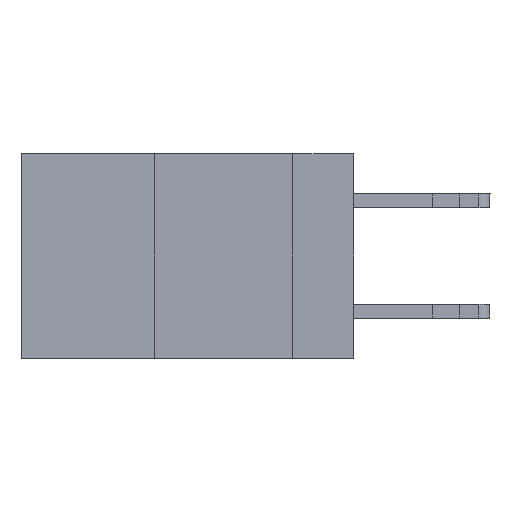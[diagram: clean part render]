
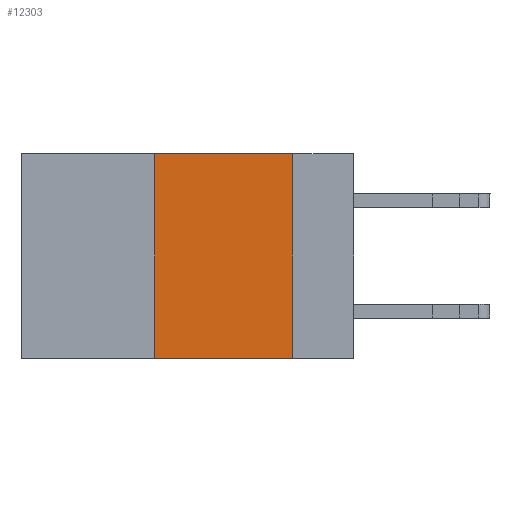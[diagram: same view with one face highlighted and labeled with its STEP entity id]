
A CAD part, left-side view. The second image highlights one B-rep face of the part: STEP entity #12303.
In plain terms, the highlighted planar face has unit normal (-1, 0, 0).
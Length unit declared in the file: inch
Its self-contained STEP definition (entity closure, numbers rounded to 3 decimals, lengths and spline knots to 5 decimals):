
#443 = CARTESIAN_POINT ( 'NONE',  ( 0., 0.6, -0.37 ) ) ;
#852 = VERTEX_POINT ( 'NONE', #9302 ) ;
#940 = DIRECTION ( 'NONE',  ( 0., -1., 0. ) ) ;
#1792 = DIRECTION ( 'NONE',  ( 0., 0., -1. ) ) ;
#2484 = VECTOR ( 'NONE', #3379, 39.37008 ) ;
#3379 = DIRECTION ( 'NONE',  ( 0., 0., 1. ) ) ;
#3744 = LINE ( 'NONE', #5849, #12827 ) ;
#4185 = DIRECTION ( 'NONE',  ( 0., 0., -1. ) ) ;
#4833 = AXIS2_PLACEMENT_3D ( 'NONE', #6672, #9064, #1792 ) ;
#5849 = CARTESIAN_POINT ( 'NONE',  ( 0., 0.6, 0. ) ) ;
#6159 = LINE ( 'NONE', #11353, #9695 ) ;
#6655 = VERTEX_POINT ( 'NONE', #8719 ) ;
#6672 = CARTESIAN_POINT ( 'NONE',  ( 0., 0.6, 0. ) ) ;
#7311 = EDGE_CURVE ( 'NONE', #10371, #11717, #3744, .T. ) ;
#7778 = DIRECTION ( 'NONE',  ( 0., -1., 0. ) ) ;
#7830 = EDGE_LOOP ( 'NONE', ( #12274, #8747, #13037, #14921 ) ) ;
#7862 = PLANE ( 'NONE',  #4833 ) ;
#8719 = CARTESIAN_POINT ( 'NONE',  ( 0., 0.36, -0.37 ) ) ;
#8747 = ORIENTED_EDGE ( 'NONE', *, *, #7311, .F. ) ;
#9064 = DIRECTION ( 'NONE',  ( 1., 0., 0. ) ) ;
#9137 = CARTESIAN_POINT ( 'NONE',  ( 0., 0.11, 0. ) ) ;
#9302 = CARTESIAN_POINT ( 'NONE',  ( 0., 0.11, -0.37 ) ) ;
#9580 = VECTOR ( 'NONE', #7778, 39.37008 ) ;
#9695 = VECTOR ( 'NONE', #4185, 39.37008 ) ;
#10371 = VERTEX_POINT ( 'NONE', #11453 ) ;
#11353 = CARTESIAN_POINT ( 'NONE',  ( 0., 0.11, 0. ) ) ;
#11453 = CARTESIAN_POINT ( 'NONE',  ( 0., 0.36, 0. ) ) ;
#11717 = VERTEX_POINT ( 'NONE', #9137 ) ;
#12254 = EDGE_CURVE ( 'NONE', #11717, #852, #6159, .T. ) ;
#12274 = ORIENTED_EDGE ( 'NONE', *, *, #12254, .F. ) ;
#12303 = ADVANCED_FACE ( 'NONE', ( #14789 ), #7862, .F. ) ;
#12827 = VECTOR ( 'NONE', #940, 39.37008 ) ;
#12870 = CARTESIAN_POINT ( 'NONE',  ( 0., 0.36, 0. ) ) ;
#13000 = EDGE_CURVE ( 'NONE', #6655, #10371, #15122, .T. ) ;
#13037 = ORIENTED_EDGE ( 'NONE', *, *, #13000, .F. ) ;
#14789 = FACE_OUTER_BOUND ( 'NONE', #7830, .T. ) ;
#14921 = ORIENTED_EDGE ( 'NONE', *, *, #15325, .T. ) ;
#15122 = LINE ( 'NONE', #12870, #2484 ) ;
#15325 = EDGE_CURVE ( 'NONE', #6655, #852, #15397, .T. ) ;
#15397 = LINE ( 'NONE', #443, #9580 ) ;
